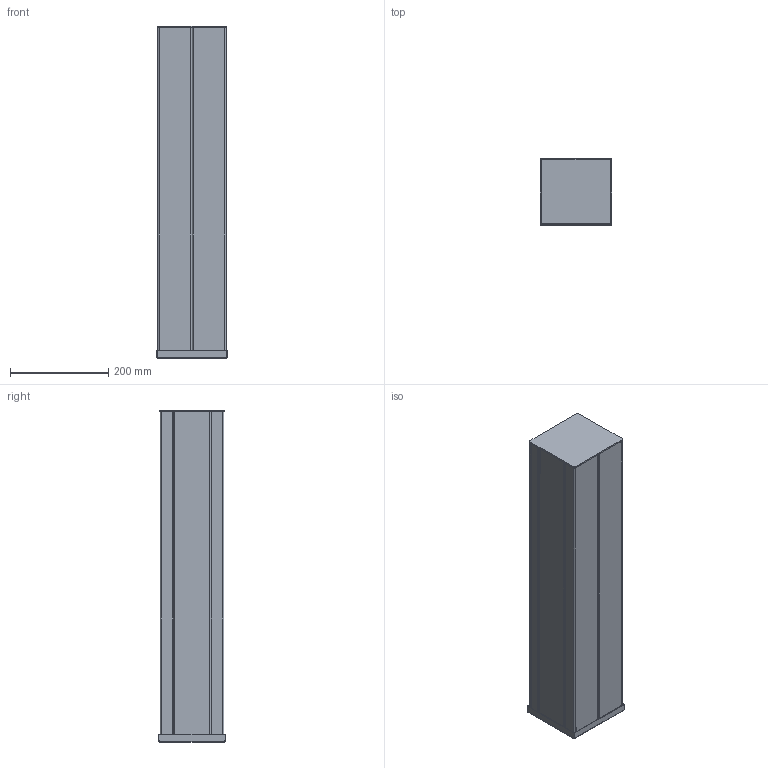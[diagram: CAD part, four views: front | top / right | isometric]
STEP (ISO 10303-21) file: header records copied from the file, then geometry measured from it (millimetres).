
FILE_DESCRIPTION (( 'STEP AP214' ), '1' );
FILE_NAME ('6290040.stp', '2016-06-30T06:53:42', ( '' ), ( '' ), 'SwSTEP 2.0', 'SolidWorks 2014', '' );
FILE_SCHEMA (( 'AUTOMOTIVE_DESIGN' ));
Length unit declared in the file: millimetre
Products named in the file (8): 031725_Standard; 031723_Standard; 030909_L=665; 026360_L=665; 013127_L=670; 031726_Standard; 031726T1_Standard; 6290040
Assembly tree (9 placements, depth 3):
  6290040
    031726_Standard
      031726T1_Standard
    013127_L=670  x2
    030909_L=665  x2
      026360_L=665
    031725_Standard
      031723_Standard
Bounding box: 145 x 135 x 674.4 mm (x, y, z)
Volume: 1372205.3 mm3; surface area: 1448187.5 mm2
Topology: 6 solids, 6 shells, 540 faces, 1552 edges, 1024 vertices
Faces by surface type: plane 274, cylinder 266
Entity records: 10200 total; most frequent: DIRECTION 1782, CARTESIAN_POINT 1747, ORIENTED_EDGE 1724, EDGE_CURVE 862, AXIS2_PLACEMENT_3D 599, LINE 584, VECTOR 584, VERTEX_POINT 564
